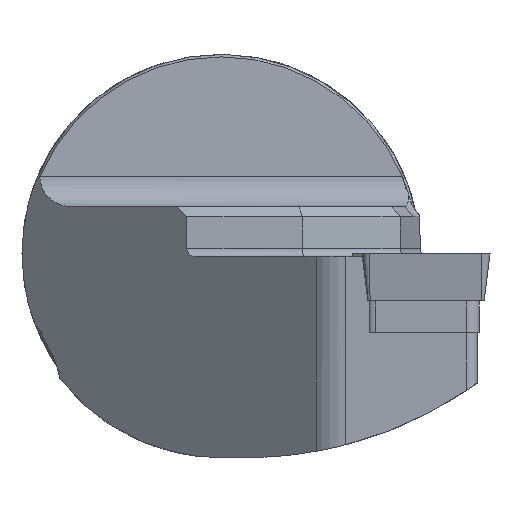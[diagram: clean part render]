
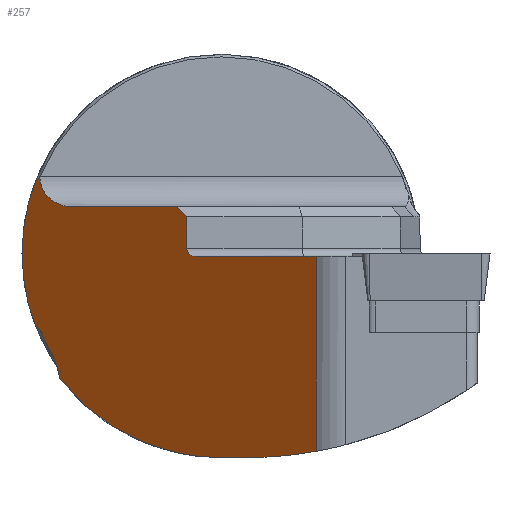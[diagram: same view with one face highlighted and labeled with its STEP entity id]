
A CAD part, left-side view. The second image highlights one B-rep face of the part: STEP entity #257.
In plain terms, the highlighted planar face has unit normal (-0.725, 0.688, 0).
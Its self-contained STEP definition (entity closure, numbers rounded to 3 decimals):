
#162=ELLIPSE('',#1528,27.227,19.75);
#163=ELLIPSE('',#1534,4.358,3.);
#164=ELLIPSE('',#1535,19.266,11.691);
#165=ELLIPSE('',#1536,27.572,20.);
#166=ELLIPSE('',#1537,19.266,11.691);
#167=ELLIPSE('',#1538,27.227,19.75);
#168=ELLIPSE('',#1539,28.261,20.5);
#169=ELLIPSE('',#1540,55.144,40.);
#170=ELLIPSE('',#1541,1.162,0.8);
#214=PLANE('',#1542);
#257=ADVANCED_FACE('',(#362),#214,.F.);
#362=FACE_OUTER_BOUND('',#435,.T.);
#435=EDGE_LOOP('',(#805,#806,#807,#808,#809,#810,#811,#812,#813,#814,#815,
#816,#817,#818,#819,#820,#821));
#527=B_SPLINE_CURVE_WITH_KNOTS('',3,(#2226,#2227,#2228,#2229),
 .UNSPECIFIED.,.F.,.F.,(4,4),(0.,1.),.UNSPECIFIED.);
#528=B_SPLINE_CURVE_WITH_KNOTS('',3,(#2231,#2232,#2233,#2234),
 .UNSPECIFIED.,.F.,.F.,(4,4),(0.,1.),.UNSPECIFIED.);
#578=LINE('',#2147,#673);
#586=LINE('',#2181,#681);
#593=LINE('',#2213,#688);
#594=LINE('',#2215,#689);
#595=LINE('',#2238,#690);
#596=LINE('',#2242,#691);
#673=VECTOR('',#1682,1.);
#681=VECTOR('',#1704,1.);
#688=VECTOR('',#1717,1.);
#689=VECTOR('',#1718,1.);
#690=VECTOR('',#1731,1.);
#691=VECTOR('',#1734,1.);
#805=ORIENTED_EDGE('',*,*,#1299,.F.);
#806=ORIENTED_EDGE('',*,*,#1309,.T.);
#807=ORIENTED_EDGE('',*,*,#1310,.T.);
#808=ORIENTED_EDGE('',*,*,#1311,.T.);
#809=ORIENTED_EDGE('',*,*,#1294,.F.);
#810=ORIENTED_EDGE('',*,*,#1312,.F.);
#811=ORIENTED_EDGE('',*,*,#1313,.F.);
#812=ORIENTED_EDGE('',*,*,#1314,.F.);
#813=ORIENTED_EDGE('',*,*,#1315,.F.);
#814=ORIENTED_EDGE('',*,*,#1316,.F.);
#815=ORIENTED_EDGE('',*,*,#1317,.F.);
#816=ORIENTED_EDGE('',*,*,#1318,.T.);
#817=ORIENTED_EDGE('',*,*,#1319,.T.);
#818=ORIENTED_EDGE('',*,*,#1320,.T.);
#819=ORIENTED_EDGE('',*,*,#1321,.T.);
#820=ORIENTED_EDGE('',*,*,#1285,.F.);
#821=ORIENTED_EDGE('',*,*,#1322,.T.);
#1154=VERTEX_POINT('',#2146);
#1155=VERTEX_POINT('',#2148);
#1160=VERTEX_POINT('',#2167);
#1161=VERTEX_POINT('',#2168);
#1165=VERTEX_POINT('',#2180);
#1166=VERTEX_POINT('',#2182);
#1173=VERTEX_POINT('',#2214);
#1174=VERTEX_POINT('',#2216);
#1175=VERTEX_POINT('',#2219);
#1176=VERTEX_POINT('',#2221);
#1177=VERTEX_POINT('',#2223);
#1178=VERTEX_POINT('',#2225);
#1179=VERTEX_POINT('',#2230);
#1180=VERTEX_POINT('',#2235);
#1181=VERTEX_POINT('',#2237);
#1182=VERTEX_POINT('',#2239);
#1183=VERTEX_POINT('',#2241);
#1285=EDGE_CURVE('',#1154,#1155,#578,.T.);
#1294=EDGE_CURVE('',#1160,#1161,#162,.T.);
#1299=EDGE_CURVE('',#1165,#1166,#586,.T.);
#1309=EDGE_CURVE('',#1165,#1173,#593,.T.);
#1310=EDGE_CURVE('',#1173,#1174,#594,.T.);
#1311=EDGE_CURVE('',#1174,#1161,#163,.T.);
#1312=EDGE_CURVE('',#1175,#1160,#164,.T.);
#1313=EDGE_CURVE('',#1176,#1175,#165,.T.);
#1314=EDGE_CURVE('',#1177,#1176,#166,.T.);
#1315=EDGE_CURVE('',#1178,#1177,#167,.T.);
#1316=EDGE_CURVE('',#1179,#1178,#527,.T.);
#1317=EDGE_CURVE('',#1180,#1179,#528,.T.);
#1318=EDGE_CURVE('',#1180,#1181,#168,.T.);
#1319=EDGE_CURVE('',#1181,#1182,#595,.T.);
#1320=EDGE_CURVE('',#1182,#1183,#169,.T.);
#1321=EDGE_CURVE('',#1183,#1155,#596,.T.);
#1322=EDGE_CURVE('',#1154,#1166,#170,.T.);
#1528=AXIS2_PLACEMENT_3D('',#2166,#1696,#1697);
#1534=AXIS2_PLACEMENT_3D('',#2217,#1719,#1720);
#1535=AXIS2_PLACEMENT_3D('',#2218,#1721,#1722);
#1536=AXIS2_PLACEMENT_3D('',#2220,#1723,#1724);
#1537=AXIS2_PLACEMENT_3D('',#2222,#1725,#1726);
#1538=AXIS2_PLACEMENT_3D('',#2224,#1727,#1728);
#1539=AXIS2_PLACEMENT_3D('',#2236,#1729,#1730);
#1540=AXIS2_PLACEMENT_3D('',#2240,#1732,#1733);
#1541=AXIS2_PLACEMENT_3D('',#2243,#1735,#1736);
#1542=AXIS2_PLACEMENT_3D('',#2244,#1737,#1738);
#1682=DIRECTION('',(-0.688,-0.725,0.));
#1696=DIRECTION('',(0.725,-0.688,0.));
#1697=DIRECTION('',(-0.688,-0.725,0.));
#1704=DIRECTION('',(0.,0.,-1.));
#1717=DIRECTION('',(0.567,0.598,0.567));
#1718=DIRECTION('',(0.688,0.725,0.));
#1719=DIRECTION('',(0.725,-0.688,0.));
#1720=DIRECTION('',(0.688,0.725,0.));
#1721=DIRECTION('',(0.725,-0.688,0.));
#1722=DIRECTION('',(0.688,0.725,0.));
#1723=DIRECTION('',(0.725,-0.688,0.));
#1724=DIRECTION('',(-0.688,-0.725,0.));
#1725=DIRECTION('',(0.725,-0.688,0.));
#1726=DIRECTION('',(0.688,0.725,0.));
#1727=DIRECTION('',(0.725,-0.688,0.));
#1728=DIRECTION('',(-0.688,-0.725,0.));
#1729=DIRECTION('',(-0.725,0.688,0.));
#1730=DIRECTION('',(-0.688,-0.725,0.));
#1731=DIRECTION('',(-0.688,-0.725,0.));
#1732=DIRECTION('',(-0.725,0.688,0.));
#1733=DIRECTION('',(-0.688,-0.725,0.));
#1734=DIRECTION('',(0.,0.,1.));
#1735=DIRECTION('',(0.725,-0.688,0.));
#1736=DIRECTION('',(-0.688,-0.725,0.));
#1737=DIRECTION('',(0.725,-0.688,0.));
#1738=DIRECTION('',(0.688,0.725,0.));
#2146=CARTESIAN_POINT('',(15.2,2.601,-0.3));
#2147=CARTESIAN_POINT('',(35.737,24.242,-0.3));
#2148=CARTESIAN_POINT('',(3.69,-9.528,-0.3));
#2166=CARTESIAN_POINT('',(12.732,0.,0.));
#2167=CARTESIAN_POINT('',(30.,18.197,7.677));
#2168=CARTESIAN_POINT('',(30.,18.197,7.677));
#2180=CARTESIAN_POINT('',(16.,3.444,3.7));
#2181=CARTESIAN_POINT('',(16.,3.444,50.));
#2182=CARTESIAN_POINT('',(16.,3.444,0.5));
#2213=CARTESIAN_POINT('',(52.274,41.669,39.974));
#2214=CARTESIAN_POINT('',(17.,4.498,4.7));
#2215=CARTESIAN_POINT('',(-8.469,-22.341,4.7));
#2216=CARTESIAN_POINT('',(27.,15.036,4.7));
#2217=CARTESIAN_POINT('',(27.,15.036,7.7));
#2218=CARTESIAN_POINT('',(19.998,7.657,0.));
#2219=CARTESIAN_POINT('',(30.433,18.653,7.215));
#2220=CARTESIAN_POINT('',(12.732,0.,0.));
#2221=CARTESIAN_POINT('',(30.433,18.653,-7.215));
#2222=CARTESIAN_POINT('',(19.998,7.657,0.));
#2223=CARTESIAN_POINT('',(30.,18.197,-7.677));
#2224=CARTESIAN_POINT('',(12.732,0.,0.));
#2225=CARTESIAN_POINT('',(29.,17.143,-9.807));
#2226=CARTESIAN_POINT('',(28.307,16.413,-11.689));
#2227=CARTESIAN_POINT('',(28.459,16.573,-11.01));
#2228=CARTESIAN_POINT('',(28.695,16.822,-10.369));
#2229=CARTESIAN_POINT('',(29.,17.143,-9.807));
#2230=CARTESIAN_POINT('',(28.307,16.413,-11.689));
#2231=CARTESIAN_POINT('',(28.105,16.2,-12.562));
#2232=CARTESIAN_POINT('',(28.174,16.273,-12.272));
#2233=CARTESIAN_POINT('',(28.242,16.344,-11.981));
#2234=CARTESIAN_POINT('',(28.307,16.413,-11.689));
#2235=CARTESIAN_POINT('',(28.105,16.2,-12.562));
#2236=CARTESIAN_POINT('',(12.732,0.,0.));
#2237=CARTESIAN_POINT('',(12.732,0.,-20.5));
#2238=CARTESIAN_POINT('',(35.737,24.242,-20.5));
#2239=CARTESIAN_POINT('',(10.45,-2.404,-20.5));
#2240=CARTESIAN_POINT('',(10.45,-2.404,19.5));
#2241=CARTESIAN_POINT('',(3.69,-9.528,-19.861));
#2242=CARTESIAN_POINT('',(3.69,-9.528,50.));
#2243=CARTESIAN_POINT('',(15.2,2.601,0.5));
#2244=CARTESIAN_POINT('',(35.737,24.242,50.));
